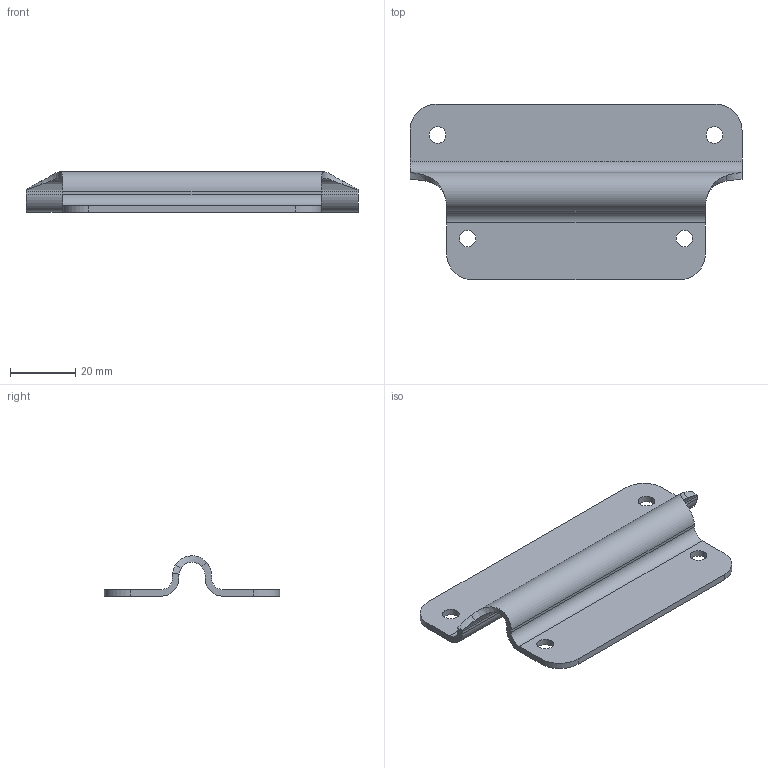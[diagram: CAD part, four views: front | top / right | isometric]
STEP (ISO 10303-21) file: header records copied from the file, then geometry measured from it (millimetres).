
FILE_DESCRIPTION(/* description */ (''),/* implementation_level */ '2;1');
FILE_NAME(/* name */ '94-758SS.ipt.step',/* time_stamp */ '2019-08-29T11:06:16+01:00',/* author */ ('CHRISW'),/* organization */ (''),/* preprocessor_version */ 'ST-DEVELOPER v18',/* originating_system */ 'Autodesk Inventor 2020',/* authorisation */ '');
FILE_SCHEMA (('AUTOMOTIVE_DESIGN { 1 0 10303 214 3 1 1 }'));
Length unit declared in the file: millimetre
Products named in the file (1): 94-758SS
Bounding box: 102 x 54 x 12.4 mm (x, y, z)
Volume: 11642.4 mm3; surface area: 12395.7 mm2
Topology: 1 solids, 1 shells, 32 faces, 94 edges, 64 vertices
Faces by surface type: cylinder 14, plane 14, bspline 4
Full cylindrical faces by diameter (mm): 5.1 x4
Entity records: 1235 total; most frequent: CARTESIAN_POINT 311, ORIENTED_EDGE 188, DIRECTION 180, EDGE_CURVE 94, AXIS2_PLACEMENT_3D 65, VERTEX_POINT 64, LINE 50, VECTOR 50
